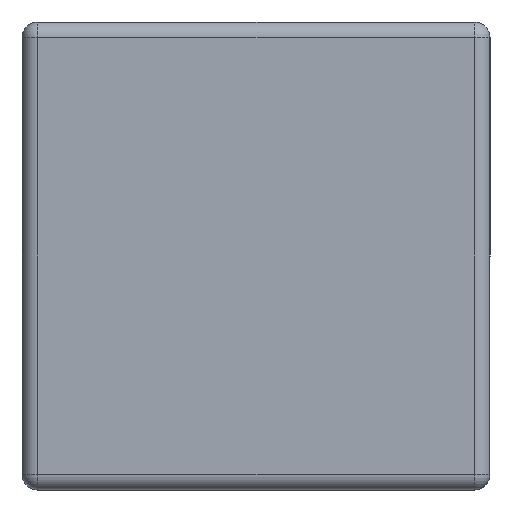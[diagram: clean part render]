
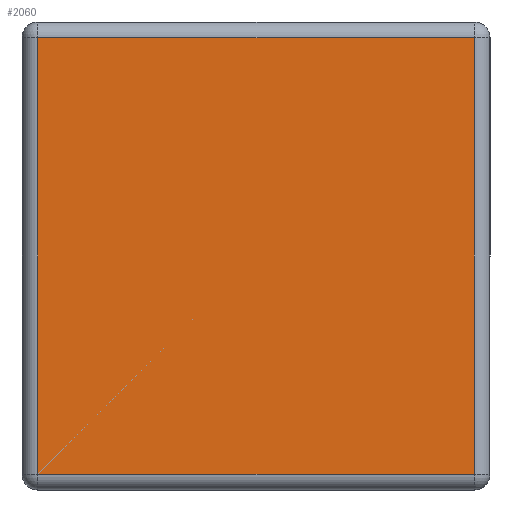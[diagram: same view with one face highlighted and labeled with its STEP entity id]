
A CAD part, left-side view. The second image highlights one B-rep face of the part: STEP entity #2060.
In plain terms, the highlighted planar face has unit normal (-1, 0, 0).
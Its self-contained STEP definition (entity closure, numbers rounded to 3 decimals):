
#74 = ORIENTED_EDGE ( 'NONE', *, *, #4589, .F. ) ;
#257 = LINE ( 'NONE', #4519, #4859 ) ;
#282 = AXIS2_PLACEMENT_3D ( 'NONE', #3985, #710, #1130 ) ;
#300 = VERTEX_POINT ( 'NONE', #4976 ) ;
#383 = ORIENTED_EDGE ( 'NONE', *, *, #3457, .F. ) ;
#710 = DIRECTION ( 'NONE',  ( -1., 0., 0. ) ) ;
#784 = DIRECTION ( 'NONE',  ( 0., 0., -1. ) ) ;
#1130 = DIRECTION ( 'NONE',  ( 0., 1., 0. ) ) ;
#1193 = DIRECTION ( 'NONE',  ( 0., 1., 0. ) ) ;
#1226 = CARTESIAN_POINT ( 'NONE',  ( -0.3, 0.14, 0.28 ) ) ;
#1357 = VERTEX_POINT ( 'NONE', #4375 ) ;
#1417 = CARTESIAN_POINT ( 'NONE',  ( -0.3, -0.14, 0. ) ) ;
#1424 = VECTOR ( 'NONE', #5396, 1000. ) ;
#2000 = EDGE_CURVE ( 'NONE', #300, #3298, #4474, .T. ) ;
#2051 = ORIENTED_EDGE ( 'NONE', *, *, #3443, .F. ) ;
#2060 = ADVANCED_FACE ( 'NONE', ( #2933 ), #2110, .T. ) ;
#2110 = PLANE ( 'NONE',  #282 ) ;
#2371 = ORIENTED_EDGE ( 'NONE', *, *, #2000, .F. ) ;
#2432 = CARTESIAN_POINT ( 'NONE',  ( -0.3, 0.14, 0.28 ) ) ;
#2878 = CARTESIAN_POINT ( 'NONE',  ( -0.3, -0.14, 0.28 ) ) ;
#2933 = FACE_OUTER_BOUND ( 'NONE', #3006, .T. ) ;
#3006 = EDGE_LOOP ( 'NONE', ( #2051, #2371, #74, #383 ) ) ;
#3298 = VERTEX_POINT ( 'NONE', #1417 ) ;
#3443 = EDGE_CURVE ( 'NONE', #3298, #1357, #257, .T. ) ;
#3457 = EDGE_CURVE ( 'NONE', #1357, #5088, #5885, .T. ) ;
#3985 = CARTESIAN_POINT ( 'NONE',  ( -0.3, 0.14, 0.28 ) ) ;
#4191 = DIRECTION ( 'NONE',  ( 0., -1., 0. ) ) ;
#4375 = CARTESIAN_POINT ( 'NONE',  ( -0.3, 0.14, 0. ) ) ;
#4474 = LINE ( 'NONE', #4955, #5483 ) ;
#4519 = CARTESIAN_POINT ( 'NONE',  ( -0.3, 0.14, 0. ) ) ;
#4589 = EDGE_CURVE ( 'NONE', #5088, #300, #4695, .T. ) ;
#4695 = LINE ( 'NONE', #2878, #5816 ) ;
#4859 = VECTOR ( 'NONE', #1193, 1000. ) ;
#4955 = CARTESIAN_POINT ( 'NONE',  ( -0.3, -0.14, 0. ) ) ;
#4976 = CARTESIAN_POINT ( 'NONE',  ( -0.3, -0.14, 0.28 ) ) ;
#5088 = VERTEX_POINT ( 'NONE', #2432 ) ;
#5396 = DIRECTION ( 'NONE',  ( 0., 0., 1. ) ) ;
#5483 = VECTOR ( 'NONE', #784, 1000. ) ;
#5816 = VECTOR ( 'NONE', #4191, 1000. ) ;
#5885 = LINE ( 'NONE', #1226, #1424 ) ;
